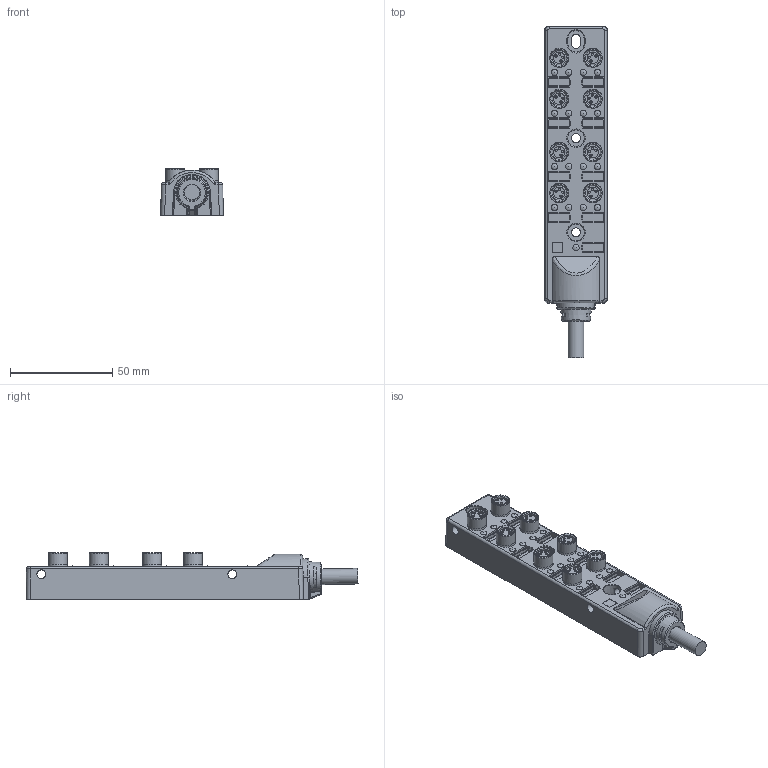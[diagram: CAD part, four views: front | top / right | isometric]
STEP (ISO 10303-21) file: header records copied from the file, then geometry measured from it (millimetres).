
FILE_DESCRIPTION(/* description */ (''),/* implementation_level */ '2;1');
FILE_NAME(/* name */ '5022672_8IOM8-4P3C-...S370_stp.stp',/* time_stamp */ '2016-09-12T13:00:19+02:00',/* author */ (''),/* organization */ (''),/* preprocessor_version */ 'ST-DEVELOPER v16',/* originating_system */ 'SIEMENS PLM Software NX 10.0',/* authorisation */ '');
FILE_SCHEMA (('AUTOMOTIVE_DESIGN { 1 0 10303 214 3 1 1 1 }'));
Length unit declared in the file: millimetre
Products named in the file (1): 5022672_8IOM8-4P3C-...S370_stp
Bounding box: 30.56 x 162.15 x 22.7 mm (x, y, z)
Volume: 69207 mm3; surface area: 19714.7 mm2
Topology: 1 solids, 1 shells, 769 faces, 1820 edges, 1101 vertices
Faces by surface type: cylinder 329, plane 223, bspline 106, sphere 57, torus 28, cone 26
Full cylindrical faces by diameter (mm): 1.1 x32, 4.3 x4, 5.65 x8, 7.225 x8, 7.6 x1, 9.2 x8
Entity records: 21686 total; most frequent: CARTESIAN_POINT 5457, DIRECTION 3499, ORIENTED_EDGE 3122, EDGE_CURVE 1561, AXIS2_PLACEMENT_3D 1413, VERTEX_POINT 992, EDGE_LOOP 981, ADVANCED_FACE 769
